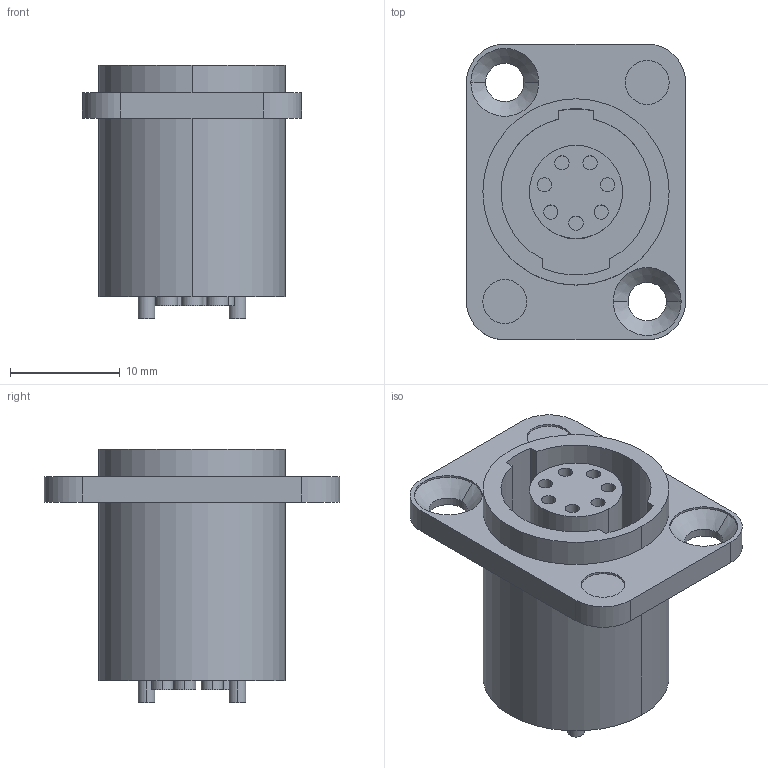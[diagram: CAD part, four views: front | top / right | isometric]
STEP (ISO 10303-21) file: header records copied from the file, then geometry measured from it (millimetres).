
FILE_DESCRIPTION((''),'2;1');
FILE_NAME('D-ORP8F','2011-10-10T',('odo'),(''),'PRO/ENGINEER BY PARAMETRIC TECHNOLOGY CORPORATION, 2011080','PRO/ENGINEER BY PARAMETRIC TECHNOLOGY CORPORATION, 2011080','');
FILE_SCHEMA(('AUTOMOTIVE_DESIGN_CC2 { 1 2 10303 214 -1 1 5 2 }'));
Length unit declared in the file: millimetre
Products named in the file (1): D-ORP8F
Bounding box: 20 x 27 x 23.1 mm (x, y, z)
Volume: 3958.8 mm3; surface area: 3887.4 mm2
Topology: 1 solids, 1 shells, 118 faces, 250 edges, 164 vertices
Faces by surface type: cylinder 74, plane 40, cone 4
Entity records: 3469 total; most frequent: DIRECTION 634, CARTESIAN_POINT 532, ORIENTED_EDGE 500, AXIS2_PLACEMENT_3D 266, EDGE_CURVE 250, COLOUR_RGB 209, VERTEX_POINT 164, EDGE_LOOP 152
